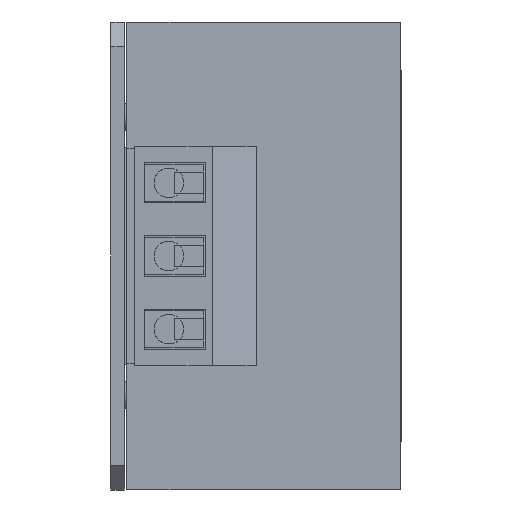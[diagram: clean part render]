
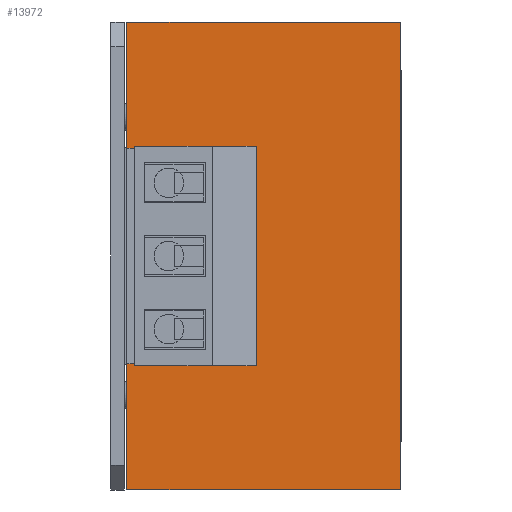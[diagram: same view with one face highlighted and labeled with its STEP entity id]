
A CAD part, left-side view. The second image highlights one B-rep face of the part: STEP entity #13972.
In plain terms, the highlighted planar face has unit normal (-1, 0, 0).
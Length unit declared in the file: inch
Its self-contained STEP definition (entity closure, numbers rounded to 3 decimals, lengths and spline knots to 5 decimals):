
#401 = DIRECTION ( 'NONE',  ( -1., 0., 0. ) ) ;
#597 = EDGE_LOOP ( 'NONE', ( #837, #7562 ) ) ;
#601 = VERTEX_POINT ( 'NONE', #25502 ) ;
#741 = DIRECTION ( 'NONE',  ( -1., 0., 0. ) ) ;
#753 = CIRCLE ( 'NONE', #4310, 0.021 ) ;
#799 = CIRCLE ( 'NONE', #19061, 0.021 ) ;
#837 = ORIENTED_EDGE ( 'NONE', *, *, #27542, .F. ) ;
#1076 = DIRECTION ( 'NONE',  ( -1., 0., 0. ) ) ;
#1409 = CARTESIAN_POINT ( 'NONE',  ( -1.5, 0.389, -0.31628 ) ) ;
#1938 = ORIENTED_EDGE ( 'NONE', *, *, #13338, .F. ) ;
#2068 = EDGE_CURVE ( 'NONE', #9572, #18504, #14421, .T. ) ;
#2574 = DIRECTION ( 'NONE',  ( 0., -1., 0. ) ) ;
#2974 = CARTESIAN_POINT ( 'NONE',  ( -1.5, 0.553, -0.945 ) ) ;
#3345 = DIRECTION ( 'NONE',  ( -1., 0., 0. ) ) ;
#3746 = DIRECTION ( 'NONE',  ( -1., 0., 0. ) ) ;
#3969 = CARTESIAN_POINT ( 'NONE',  ( -1.5, -0.553, -0.945 ) ) ;
#3991 = CARTESIAN_POINT ( 'NONE',  ( -1.5, -0.553, -0.945 ) ) ;
#4310 = AXIS2_PLACEMENT_3D ( 'NONE', #19345, #741, #10836 ) ;
#4647 = AXIS2_PLACEMENT_3D ( 'NONE', #20203, #1076, #18377 ) ;
#5117 = CARTESIAN_POINT ( 'NONE',  ( -1.5, 0.389, -0.29528 ) ) ;
#5440 = DIRECTION ( 'NONE',  ( 0., 0., 1. ) ) ;
#5640 = DIRECTION ( 'NONE',  ( 0., 0., 1. ) ) ;
#5641 = ORIENTED_EDGE ( 'NONE', *, *, #10142, .F. ) ;
#6283 = EDGE_CURVE ( 'NONE', #16389, #601, #799, .T. ) ;
#6292 = ORIENTED_EDGE ( 'NONE', *, *, #8101, .T. ) ;
#6917 = VECTOR ( 'NONE', #2574, 39.37008 ) ;
#7562 = ORIENTED_EDGE ( 'NONE', *, *, #10642, .F. ) ;
#7885 = VERTEX_POINT ( 'NONE', #18516 ) ;
#8101 = EDGE_CURVE ( 'NONE', #18403, #14478, #27532, .T. ) ;
#8148 = CARTESIAN_POINT ( 'NONE',  ( -1.5, -0.553, 0.945 ) ) ;
#8631 = CARTESIAN_POINT ( 'NONE',  ( -1.5, 0.389, 0.27428 ) ) ;
#9114 = CARTESIAN_POINT ( 'NONE',  ( -1.5, 0.553, 0.945 ) ) ;
#9150 = CARTESIAN_POINT ( 'NONE',  ( -1.5, -0.553, -0.945 ) ) ;
#9246 = CIRCLE ( 'NONE', #18182, 0.021 ) ;
#9572 = VERTEX_POINT ( 'NONE', #1409 ) ;
#9888 = PLANE ( 'NONE',  #15109 ) ;
#10142 = EDGE_CURVE ( 'NONE', #18504, #9572, #9246, .T. ) ;
#10173 = FACE_OUTER_BOUND ( 'NONE', #17655, .T. ) ;
#10401 = CIRCLE ( 'NONE', #22411, 0.021 ) ;
#10642 = EDGE_CURVE ( 'NONE', #20268, #25897, #753, .T. ) ;
#10836 = DIRECTION ( 'NONE',  ( 0., 0., 1. ) ) ;
#11122 = ORIENTED_EDGE ( 'NONE', *, *, #6283, .F. ) ;
#11204 = CARTESIAN_POINT ( 'NONE',  ( -1.5, 0.389, 0.31628 ) ) ;
#11659 = LINE ( 'NONE', #9150, #20217 ) ;
#11830 = DIRECTION ( 'NONE',  ( -1., 0., 0. ) ) ;
#12474 = DIRECTION ( 'NONE',  ( 0., -1., 0. ) ) ;
#12525 = VERTEX_POINT ( 'NONE', #9114 ) ;
#12762 = EDGE_LOOP ( 'NONE', ( #1938, #11122 ) ) ;
#13132 = EDGE_CURVE ( 'NONE', #14478, #7885, #11659, .T. ) ;
#13338 = EDGE_CURVE ( 'NONE', #601, #16389, #10401, .T. ) ;
#13717 = ORIENTED_EDGE ( 'NONE', *, *, #25426, .F. ) ;
#13904 = ORIENTED_EDGE ( 'NONE', *, *, #24592, .F. ) ;
#13972 = ADVANCED_FACE ( 'NONE', ( #14340, #22855, #20516, #10173 ), #9888, .T. ) ;
#14340 = FACE_BOUND ( 'NONE', #597, .T. ) ;
#14421 = CIRCLE ( 'NONE', #4647, 0.021 ) ;
#14478 = VERTEX_POINT ( 'NONE', #3991 ) ;
#15109 = AXIS2_PLACEMENT_3D ( 'NONE', #16196, #3746, #24389 ) ;
#15464 = EDGE_LOOP ( 'NONE', ( #5641, #18687 ) ) ;
#16196 = CARTESIAN_POINT ( 'NONE',  ( -1.5, -0.553, -0.945 ) ) ;
#16389 = VERTEX_POINT ( 'NONE', #17749 ) ;
#16416 = CARTESIAN_POINT ( 'NONE',  ( -1.5, 0.553, -0.945 ) ) ;
#17655 = EDGE_LOOP ( 'NONE', ( #13717, #13904, #6292, #19133 ) ) ;
#17749 = CARTESIAN_POINT ( 'NONE',  ( -1.5, 0.389, -0.021 ) ) ;
#18182 = AXIS2_PLACEMENT_3D ( 'NONE', #5117, #11830, #26153 ) ;
#18200 = CIRCLE ( 'NONE', #25279, 0.021 ) ;
#18377 = DIRECTION ( 'NONE',  ( 0., 0., 1. ) ) ;
#18403 = VERTEX_POINT ( 'NONE', #2974 ) ;
#18479 = CARTESIAN_POINT ( 'NONE',  ( -1.5, 0.389, -0.27428 ) ) ;
#18504 = VERTEX_POINT ( 'NONE', #18479 ) ;
#18516 = CARTESIAN_POINT ( 'NONE',  ( -1.5, -0.553, 0.945 ) ) ;
#18687 = ORIENTED_EDGE ( 'NONE', *, *, #2068, .F. ) ;
#18912 = LINE ( 'NONE', #16416, #19776 ) ;
#19061 = AXIS2_PLACEMENT_3D ( 'NONE', #21764, #401, #23815 ) ;
#19133 = ORIENTED_EDGE ( 'NONE', *, *, #13132, .T. ) ;
#19345 = CARTESIAN_POINT ( 'NONE',  ( -1.5, 0.389, 0.29528 ) ) ;
#19776 = VECTOR ( 'NONE', #25146, 39.37008 ) ;
#20203 = CARTESIAN_POINT ( 'NONE',  ( -1.5, 0.389, -0.29528 ) ) ;
#20217 = VECTOR ( 'NONE', #26541, 39.37008 ) ;
#20268 = VERTEX_POINT ( 'NONE', #8631 ) ;
#20516 = FACE_BOUND ( 'NONE', #12762, .T. ) ;
#21764 = CARTESIAN_POINT ( 'NONE',  ( -1.5, 0.389, 0. ) ) ;
#22372 = VECTOR ( 'NONE', #12474, 39.37008 ) ;
#22411 = AXIS2_PLACEMENT_3D ( 'NONE', #24598, #26816, #5640 ) ;
#22855 = FACE_BOUND ( 'NONE', #15464, .T. ) ;
#23815 = DIRECTION ( 'NONE',  ( 0., 0., 1. ) ) ;
#24389 = DIRECTION ( 'NONE',  ( 0., 0., 1. ) ) ;
#24592 = EDGE_CURVE ( 'NONE', #18403, #12525, #18912, .T. ) ;
#24598 = CARTESIAN_POINT ( 'NONE',  ( -1.5, 0.389, 0. ) ) ;
#25066 = CARTESIAN_POINT ( 'NONE',  ( -1.5, 0.389, 0.29528 ) ) ;
#25146 = DIRECTION ( 'NONE',  ( 0., 0., 1. ) ) ;
#25279 = AXIS2_PLACEMENT_3D ( 'NONE', #25066, #3345, #5440 ) ;
#25426 = EDGE_CURVE ( 'NONE', #12525, #7885, #27232, .T. ) ;
#25502 = CARTESIAN_POINT ( 'NONE',  ( -1.5, 0.389, 0.021 ) ) ;
#25897 = VERTEX_POINT ( 'NONE', #11204 ) ;
#26153 = DIRECTION ( 'NONE',  ( 0., 0., 1. ) ) ;
#26541 = DIRECTION ( 'NONE',  ( 0., 0., 1. ) ) ;
#26816 = DIRECTION ( 'NONE',  ( -1., 0., 0. ) ) ;
#27232 = LINE ( 'NONE', #8148, #6917 ) ;
#27532 = LINE ( 'NONE', #3969, #22372 ) ;
#27542 = EDGE_CURVE ( 'NONE', #25897, #20268, #18200, .T. ) ;
